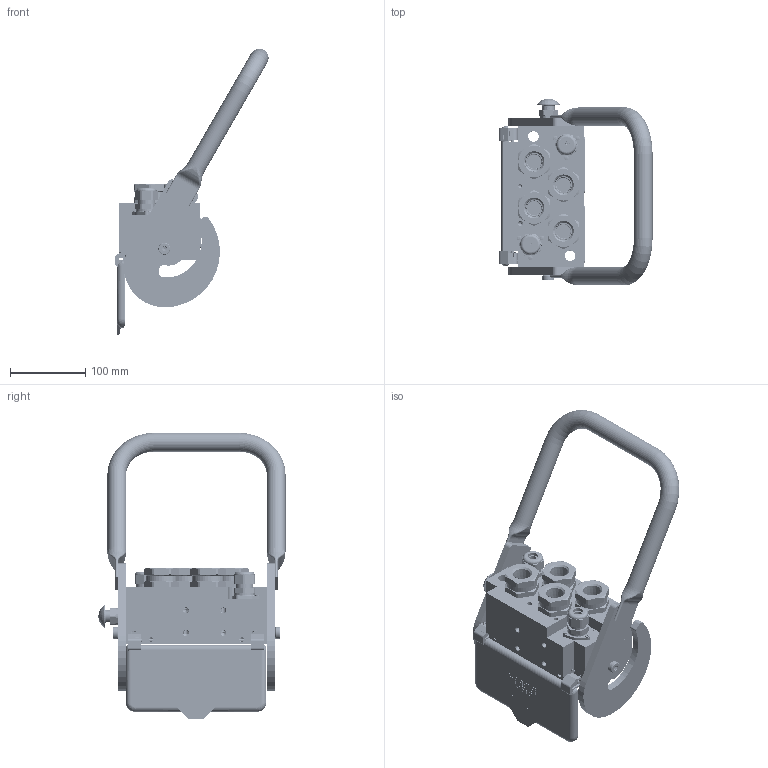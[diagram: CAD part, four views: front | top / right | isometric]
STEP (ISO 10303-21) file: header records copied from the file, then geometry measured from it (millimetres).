
FILE_DESCRIPTION (( 'STEP AP214' ), '1' );
FILE_NAME ('FASTER.step', '2025-02-10T23:04:51', ( '' ), ( '' ), 'SwSTEP 2.0', 'SolidWorks 2017', '' );
FILE_SCHEMA (( 'AUTOMOTIVE_DESIGN' ));
Length unit declared in the file: millimetre
Products named in the file (42): 4850_024_8001_011.prt; 4830_044_0000_000; P6I_F_BASE; 4830_001_0004_000.prt; ET011-ET007; Copia di 4850_032_0000_000.prt^Copia di inspel08-7_f.asm_corspel08-7_f; 4830_025_2000_000.prt; 4830_013_3000_030; Copia di 4850_007_0003_000.prt^corspel08-7_f; Copia di inspel08-7_f.asm^corspel08-7_f; 4830_001_0005_300.prt; Copia di inspel08-7_f.prt^Copia di inspel08-7_f.asm_corspel08-7_f; 4850_024_8000_010.prt; et007; et011; 4850_001_0001_005.prt; 4830_022_0000_011.prt; 4850_050_0000_000.prt; A_2ffnb34_npt_f; 4241_072_0000_200; 2ffnb34_npt_f; corspel08-7_f; 4830_025_1000_000.prt; 4830_001_0005_301.prt; 4150_072_1000_200; sicura_p5.asm; Copia di 4830_042_0000_000.prt^corspel08-7_f; Copia di 0048_042_0412_001.prt; Copia di 4830_025_0000_001.prt; 4250_014_1000_000; 4850_024_8001_000.asm; 4850_024_8001_000; 4850_024_8000_020.prt; Copia di or1_5x7_m.prt; 4850_020_8000_000.prt; Copia di 4850_007_0001_000.prt^corspel08-7_f; 4830_070_0000_001.prt; 4850_007_0000_000; FASTER; curs_molla_34 ...
Assembly tree (56 placements, depth 5):
  FASTER
    P6I_F_BASE
      4850_020_8000_000.prt
      4850_001_0001_005.prt
      4830_001_0005_300.prt
      4830_001_0005_301.prt
      4830_001_0004_000.prt  x2
      4850_050_0000_000.prt  x2
      4830_013_3000_030  x2
    A_2ffnb34_npt_f  x4
      curs_molla_34
        4150_072_1000_200
        4250_014_1000_000
      2ffnb34_npt_f
        2ffnb34_npt_f
    conn_7p_f  x2
      corspel08-7_f
        Copia di 4850_007_0001_000.prt^corspel08-7_f
        Copia di inspel08-7_f.asm^corspel08-7_f
          Copia di inspel08-7_f.prt^Copia di inspel08-7_f.asm_corspel08-7_f
          Copia di 4850_032_0000_000.prt^Copia di inspel08-7_f.asm_corspel08-7_f  x7
        Copia di 4850_007_0003_000.prt^corspel08-7_f
        Copia di 4830_042_0000_000.prt^corspel08-7_f
      4830_044_0000_000
      4850_007_0000_000
      4241_072_0000_200
    4850_024_8001_000
      4850_024_8001_000.asm
        4850_024_8000_010.prt
        4850_024_8001_011.prt
        4850_024_8000_020.prt
      sicura_p5.asm
        Copia di 4830_025_0000_001.prt
        Copia di or1_5x7_m.prt
        Copia di 0048_042_0412_001.prt
      4830_025_2000_000.prt
      4830_025_1000_000.prt
      4830_022_0000_011.prt
      4830_070_0000_001.prt
    ET011-ET007
      et011
      et007
Bounding box: 204.14 x 249.33 x 381.77 mm (x, y, z)
Volume: 356339.1 mm3; surface area: 544948.8 mm2
Topology: 47 solids, 126 shells, 6693 faces, 17395 edges, 11201 vertices
Faces by surface type: plane 3846, cylinder 1302, cone 611, torus 594, bspline 313, sphere 27
Entity records: 181057 total; most frequent: CARTESIAN_POINT 62298, ORIENTED_EDGE 24043, DIRECTION 21889, EDGE_CURVE 12152, VECTOR 9199, LINE 9199, VERTEX_POINT 7878, AXIS2_PLACEMENT_3D 6345
